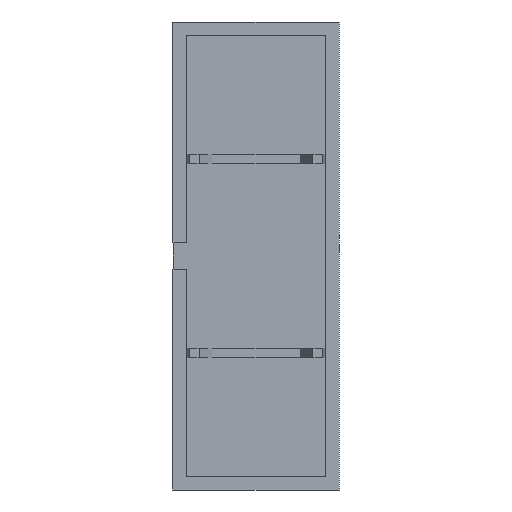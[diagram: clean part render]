
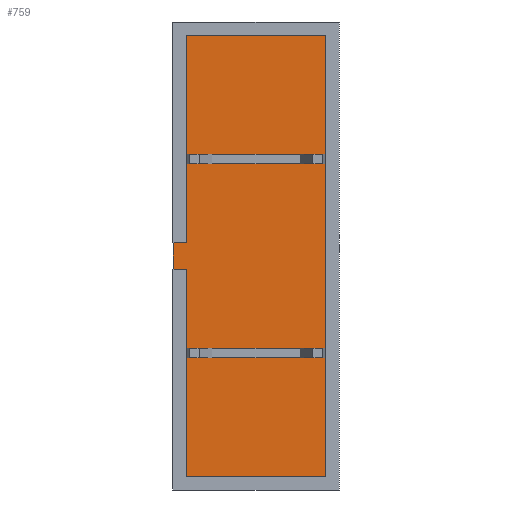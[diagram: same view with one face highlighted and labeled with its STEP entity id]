
A CAD part, front view. The second image highlights one B-rep face of the part: STEP entity #759.
In plain terms, the highlighted face is planar.
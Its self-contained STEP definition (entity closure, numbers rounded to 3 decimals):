
#19=FACE_BOUND('',#87,.T.);
#20=FACE_BOUND('',#88,.T.);
#45=FACE_OUTER_BOUND('',#86,.T.);
#86=EDGE_LOOP('',(#560,#561,#562,#563,#564,#565,#566,#567));
#87=EDGE_LOOP('',(#568,#569,#570,#571));
#88=EDGE_LOOP('',(#572,#573,#574,#575));
#123=LINE('',#1105,#224);
#129=LINE('',#1118,#230);
#141=LINE('',#1142,#242);
#144=LINE('',#1147,#245);
#151=LINE('',#1167,#252);
#152=LINE('',#1169,#253);
#153=LINE('',#1171,#254);
#154=LINE('',#1172,#255);
#155=LINE('',#1175,#256);
#156=LINE('',#1177,#257);
#157=LINE('',#1179,#258);
#158=LINE('',#1180,#259);
#159=LINE('',#1183,#260);
#160=LINE('',#1185,#261);
#161=LINE('',#1187,#262);
#162=LINE('',#1188,#263);
#224=VECTOR('',#899,1000.);
#230=VECTOR('',#909,1000.);
#242=VECTOR('',#927,1000.);
#245=VECTOR('',#932,1000.);
#252=VECTOR('',#959,1000.);
#253=VECTOR('',#962,1000.);
#254=VECTOR('',#963,1000.);
#255=VECTOR('',#964,1000.);
#256=VECTOR('',#965,1000.);
#257=VECTOR('',#966,1000.);
#258=VECTOR('',#967,1000.);
#259=VECTOR('',#968,1000.);
#260=VECTOR('',#969,1000.);
#261=VECTOR('',#970,1000.);
#262=VECTOR('',#971,1000.);
#263=VECTOR('',#972,1000.);
#325=VERTEX_POINT('',#1101);
#327=VERTEX_POINT('',#1104);
#330=VERTEX_POINT('',#1112);
#332=VERTEX_POINT('',#1116);
#341=VERTEX_POINT('',#1141);
#342=VERTEX_POINT('',#1145);
#345=VERTEX_POINT('',#1165);
#346=VERTEX_POINT('',#1170);
#347=VERTEX_POINT('',#1173);
#348=VERTEX_POINT('',#1174);
#349=VERTEX_POINT('',#1176);
#350=VERTEX_POINT('',#1178);
#351=VERTEX_POINT('',#1181);
#352=VERTEX_POINT('',#1182);
#353=VERTEX_POINT('',#1184);
#354=VERTEX_POINT('',#1186);
#396=EDGE_CURVE('',#325,#327,#123,.T.);
#403=EDGE_CURVE('',#330,#332,#129,.T.);
#415=EDGE_CURVE('',#341,#327,#141,.T.);
#418=EDGE_CURVE('',#332,#342,#144,.T.);
#429=EDGE_CURVE('',#341,#345,#151,.T.);
#430=EDGE_CURVE('',#330,#325,#152,.F.);
#431=EDGE_CURVE('',#342,#346,#153,.T.);
#432=EDGE_CURVE('',#345,#346,#154,.T.);
#433=EDGE_CURVE('',#347,#348,#155,.T.);
#434=EDGE_CURVE('',#347,#349,#156,.T.);
#435=EDGE_CURVE('',#349,#350,#157,.T.);
#436=EDGE_CURVE('',#348,#350,#158,.T.);
#437=EDGE_CURVE('',#351,#352,#159,.T.);
#438=EDGE_CURVE('',#351,#353,#160,.T.);
#439=EDGE_CURVE('',#353,#354,#161,.T.);
#440=EDGE_CURVE('',#352,#354,#162,.T.);
#560=ORIENTED_EDGE('',*,*,#430,.F.);
#561=ORIENTED_EDGE('',*,*,#403,.T.);
#562=ORIENTED_EDGE('',*,*,#418,.T.);
#563=ORIENTED_EDGE('',*,*,#431,.T.);
#564=ORIENTED_EDGE('',*,*,#432,.F.);
#565=ORIENTED_EDGE('',*,*,#429,.F.);
#566=ORIENTED_EDGE('',*,*,#415,.T.);
#567=ORIENTED_EDGE('',*,*,#396,.F.);
#568=ORIENTED_EDGE('',*,*,#433,.F.);
#569=ORIENTED_EDGE('',*,*,#434,.T.);
#570=ORIENTED_EDGE('',*,*,#435,.T.);
#571=ORIENTED_EDGE('',*,*,#436,.F.);
#572=ORIENTED_EDGE('',*,*,#437,.F.);
#573=ORIENTED_EDGE('',*,*,#438,.T.);
#574=ORIENTED_EDGE('',*,*,#439,.T.);
#575=ORIENTED_EDGE('',*,*,#440,.F.);
#720=PLANE('',#851);
#759=ADVANCED_FACE('',(#45,#19,#20),#720,.T.);
#851=AXIS2_PLACEMENT_3D('',#1168,#960,#961);
#899=DIRECTION('',(-1.,0.,0.));
#909=DIRECTION('',(-1.,0.,0.));
#927=DIRECTION('',(0.,0.,-1.));
#932=DIRECTION('',(0.,0.,-1.));
#959=DIRECTION('',(-1.,0.,0.));
#960=DIRECTION('center_axis',(0.,1.,0.));
#961=DIRECTION('ref_axis',(0.,0.,1.));
#962=DIRECTION('',(0.,0.,-1.));
#963=DIRECTION('',(-1.,0.,0.));
#964=DIRECTION('',(0.,0.,-1.));
#965=DIRECTION('',(1.,0.,0.));
#966=DIRECTION('',(0.,0.,-1.));
#967=DIRECTION('',(1.,0.,0.));
#968=DIRECTION('',(0.,0.,-1.));
#969=DIRECTION('',(1.,0.,0.));
#970=DIRECTION('',(0.,0.,-1.));
#971=DIRECTION('',(1.,0.,0.));
#972=DIRECTION('',(0.,0.,-1.));
#1101=CARTESIAN_POINT('',(18.764,-1.,3.));
#1104=CARTESIAN_POINT('',(15.8,-1.,3.));
#1105=CARTESIAN_POINT('',(20.,-1.,3.));
#1112=CARTESIAN_POINT('',(18.764,-1.,-3.));
#1116=CARTESIAN_POINT('',(15.8,-1.,-3.));
#1118=CARTESIAN_POINT('',(20.,-1.,-3.));
#1141=CARTESIAN_POINT('',(15.8,-1.,50.));
#1142=CARTESIAN_POINT('',(15.8,-1.,50.));
#1145=CARTESIAN_POINT('',(15.8,-1.,-50.));
#1147=CARTESIAN_POINT('',(15.8,-1.,50.));
#1165=CARTESIAN_POINT('',(-15.8,-1.,50.));
#1167=CARTESIAN_POINT('',(15.8,-1.,50.));
#1168=CARTESIAN_POINT('Origin',(15.8,-1.,50.));
#1169=CARTESIAN_POINT('',(18.764,-1.,54.));
#1170=CARTESIAN_POINT('',(-15.8,-1.,-50.));
#1171=CARTESIAN_POINT('',(15.8,-1.,-50.));
#1172=CARTESIAN_POINT('',(-15.8,-1.,50.));
#1173=CARTESIAN_POINT('',(-15.6,-1.,-20.9));
#1174=CARTESIAN_POINT('',(15.6,-1.,-20.9));
#1175=CARTESIAN_POINT('',(-15.6,-1.,-20.9));
#1176=CARTESIAN_POINT('',(-15.6,-1.,-23.1));
#1177=CARTESIAN_POINT('',(-15.6,-1.,-20.9));
#1178=CARTESIAN_POINT('',(15.6,-1.,-23.1));
#1179=CARTESIAN_POINT('',(-15.6,-1.,-23.1));
#1180=CARTESIAN_POINT('',(15.6,-1.,-20.9));
#1181=CARTESIAN_POINT('',(-15.6,-1.,23.1));
#1182=CARTESIAN_POINT('',(15.6,-1.,23.1));
#1183=CARTESIAN_POINT('',(-15.6,-1.,23.1));
#1184=CARTESIAN_POINT('',(-15.6,-1.,20.9));
#1185=CARTESIAN_POINT('',(-15.6,-1.,23.1));
#1186=CARTESIAN_POINT('',(15.6,-1.,20.9));
#1187=CARTESIAN_POINT('',(-15.6,-1.,20.9));
#1188=CARTESIAN_POINT('',(15.6,-1.,23.1));
